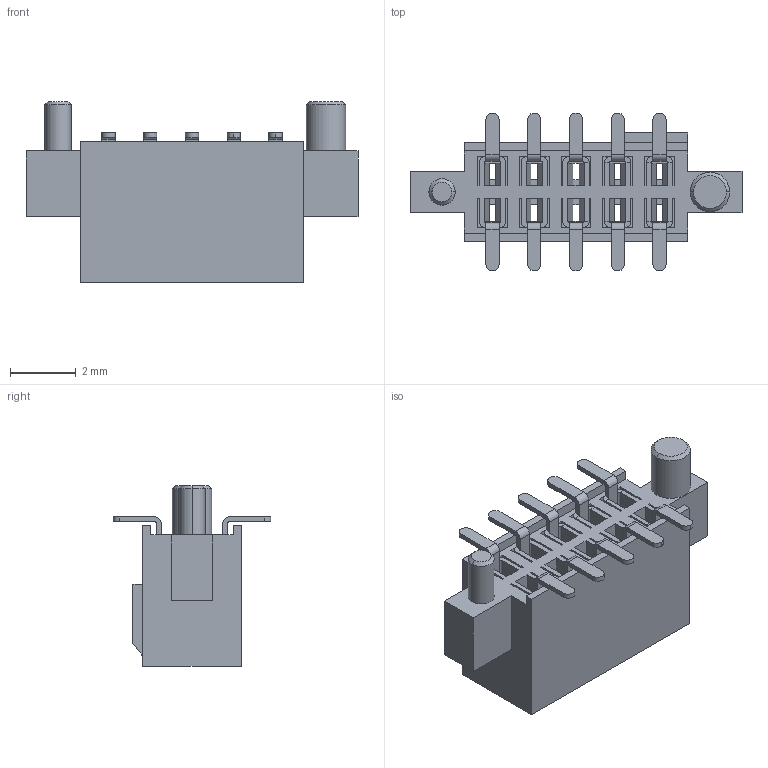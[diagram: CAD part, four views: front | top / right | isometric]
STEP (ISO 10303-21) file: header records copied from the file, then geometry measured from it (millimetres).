
FILE_DESCRIPTION (( 'STEP AP214' ), '1' );
FILE_NAME ('FFH12723-D10S1004K6MA-REF.STEP', '2025-06-30T06:15:40', ( '' ), ( '' ), 'SwSTEP 2.0', 'SolidWorks 2021', '' );
FILE_SCHEMA (( 'AUTOMOTIVE_DESIGN' ));
Length unit declared in the file: millimetre
Products named in the file (1): FFH12723-D10S1004K6MA-REF
Bounding box: 10.1 x 4.8 x 5.5 mm (x, y, z)
Volume: 74 mm3; surface area: 425.6 mm2
Topology: 1 solids, 1 shells, 656 faces, 1702 edges, 1020 vertices
Faces by surface type: plane 494, cylinder 158, cone 4
Entity records: 19628 total; most frequent: ORIENTED_EDGE 3404, CARTESIAN_POINT 3379, DIRECTION 3336, EDGE_CURVE 1702, VECTOR 1382, LINE 1382, VERTEX_POINT 1020, AXIS2_PLACEMENT_3D 977
